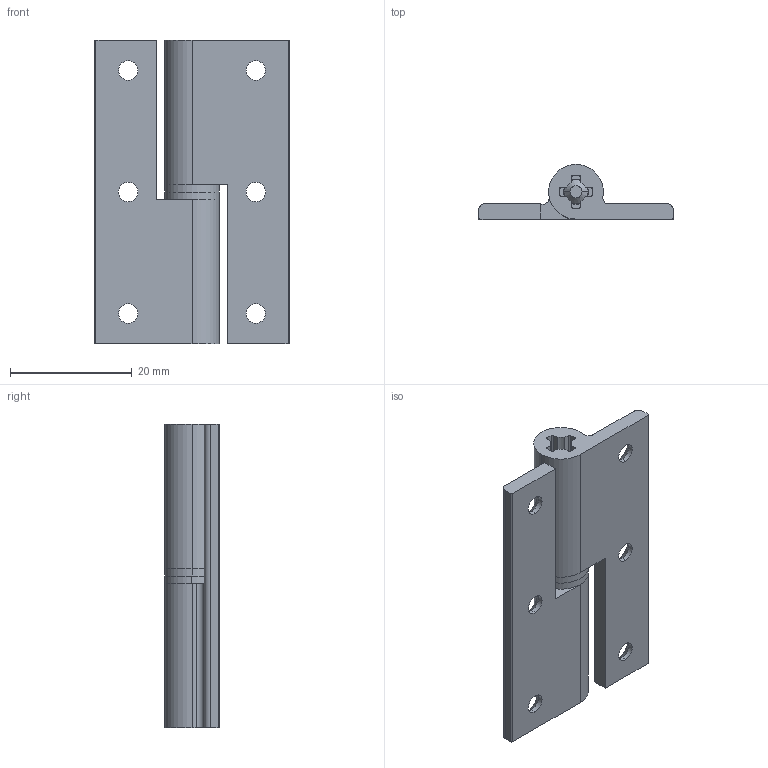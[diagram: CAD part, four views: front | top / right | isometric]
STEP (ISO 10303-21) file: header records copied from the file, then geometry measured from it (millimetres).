
FILE_DESCRIPTION (( 'STEP AP203' ), '1' );
FILE_NAME ('B-265-5-L.STEP', '2011-10-11T05:06:07', ( '' ), ( '' ), 'SwSTEP 2.0', 'SolidWorks 2011', '' );
FILE_SCHEMA (( 'CONFIG_CONTROL_DESIGN' ));
Length unit declared in the file: millimetre
Products named in the file (6): B-265-5-L; B-265-L樹脂ワッシャー; B-265-L樹脂ブッシュ; B-265-5-Lピン_; B-265-5-L羽根D_; B-265-5-L羽根C_
Assembly tree (5 placements, depth 2):
  B-265-5-L
    B-265-L樹脂ワッシャー
    B-265-L樹脂ブッシュ
    B-265-5-L羽根C_
    B-265-5-Lピン_
    B-265-5-L羽根D_
Bounding box: 32 x 9 x 50 mm (x, y, z)
Volume: 5570.3 mm3; surface area: 6524.4 mm2
Topology: 5 solids, 5 shells, 142 faces, 377 edges, 246 vertices
Faces by surface type: cylinder 67, plane 59, cone 14, torus 2
Entity records: 5125 total; most frequent: DIRECTION 837, CARTESIAN_POINT 773, ORIENTED_EDGE 754, EDGE_CURVE 377, AXIS2_PLACEMENT_3D 310, VERTEX_POINT 246, VECTOR 217, LINE 217
